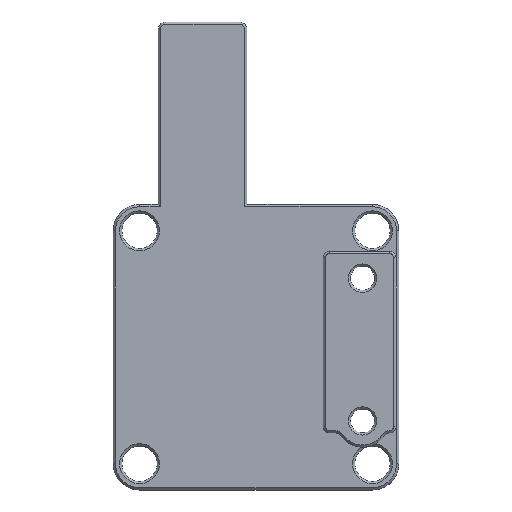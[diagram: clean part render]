
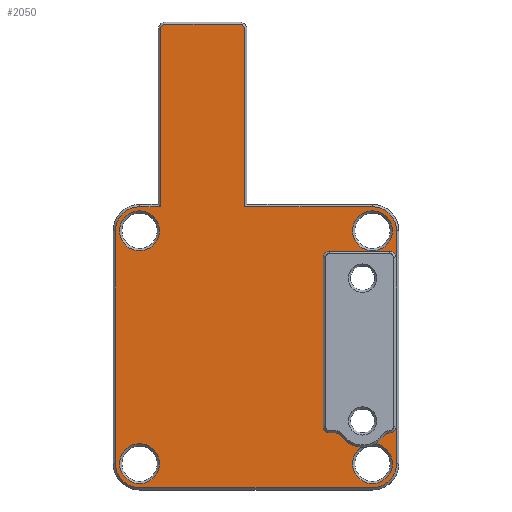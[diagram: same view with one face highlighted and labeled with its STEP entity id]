
A CAD part, front view. The second image highlights one B-rep face of the part: STEP entity #2050.
In plain terms, the highlighted planar face has unit normal (0, -1, 0).
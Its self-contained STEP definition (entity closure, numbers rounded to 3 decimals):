
#84=CIRCLE('',#2185,0.7);
#86=CIRCLE('',#2189,0.7);
#87=CIRCLE('',#2196,3.2);
#88=CIRCLE('',#2197,3.2);
#89=CIRCLE('',#2198,3.2);
#90=CIRCLE('',#2199,3.2);
#91=CIRCLE('',#2200,1.875);
#92=CIRCLE('',#2201,2.65);
#93=CIRCLE('',#2202,2.65);
#94=CIRCLE('',#2203,2.65);
#95=CIRCLE('',#2204,2.65);
#96=CIRCLE('',#2205,1.9);
#217=FACE_BOUND('',#386,.T.);
#218=FACE_BOUND('',#387,.T.);
#219=FACE_BOUND('',#388,.T.);
#220=FACE_BOUND('',#389,.T.);
#221=FACE_BOUND('',#390,.T.);
#222=FACE_BOUND('',#391,.T.);
#257=FACE_OUTER_BOUND('',#385,.T.);
#385=EDGE_LOOP('',(#1473,#1474,#1475,#1476,#1477,#1478,#1479,#1480,#1481,
#1482,#1483,#1484,#1485,#1486));
#386=EDGE_LOOP('',(#1487));
#387=EDGE_LOOP('',(#1488));
#388=EDGE_LOOP('',(#1489));
#389=EDGE_LOOP('',(#1490));
#390=EDGE_LOOP('',(#1491));
#391=EDGE_LOOP('',(#1492));
#548=LINE('',#3153,#725);
#551=LINE('',#3164,#728);
#555=LINE('',#3176,#732);
#563=LINE('',#3191,#740);
#564=LINE('',#3195,#741);
#565=LINE('',#3199,#742);
#566=LINE('',#3203,#743);
#567=LINE('',#3206,#744);
#725=VECTOR('',#2492,10.);
#728=VECTOR('',#2503,10.);
#732=VECTOR('',#2515,10.);
#740=VECTOR('',#2533,10.);
#741=VECTOR('',#2536,10.);
#742=VECTOR('',#2539,10.);
#743=VECTOR('',#2542,10.);
#744=VECTOR('',#2545,10.);
#898=VERTEX_POINT('',#3149);
#899=VERTEX_POINT('',#3151);
#901=VERTEX_POINT('',#3157);
#903=VERTEX_POINT('',#3162);
#905=VERTEX_POINT('',#3169);
#907=VERTEX_POINT('',#3174);
#909=VERTEX_POINT('',#3190);
#910=VERTEX_POINT('',#3192);
#911=VERTEX_POINT('',#3194);
#912=VERTEX_POINT('',#3196);
#913=VERTEX_POINT('',#3198);
#914=VERTEX_POINT('',#3200);
#915=VERTEX_POINT('',#3202);
#916=VERTEX_POINT('',#3204);
#917=VERTEX_POINT('',#3207);
#918=VERTEX_POINT('',#3209);
#919=VERTEX_POINT('',#3211);
#920=VERTEX_POINT('',#3213);
#921=VERTEX_POINT('',#3215);
#922=VERTEX_POINT('',#3217);
#1100=EDGE_CURVE('',#899,#898,#548,.T.);
#1103=EDGE_CURVE('',#901,#899,#84,.T.);
#1105=EDGE_CURVE('',#903,#901,#551,.T.);
#1109=EDGE_CURVE('',#905,#903,#86,.T.);
#1111=EDGE_CURVE('',#907,#905,#555,.T.);
#1119=EDGE_CURVE('',#909,#907,#563,.T.);
#1120=EDGE_CURVE('',#910,#909,#87,.T.);
#1121=EDGE_CURVE('',#911,#910,#564,.T.);
#1122=EDGE_CURVE('',#912,#911,#88,.T.);
#1123=EDGE_CURVE('',#913,#912,#565,.T.);
#1124=EDGE_CURVE('',#914,#913,#89,.T.);
#1125=EDGE_CURVE('',#915,#914,#566,.T.);
#1126=EDGE_CURVE('',#916,#915,#90,.T.);
#1127=EDGE_CURVE('',#898,#916,#567,.T.);
#1128=EDGE_CURVE('',#917,#917,#91,.T.);
#1129=EDGE_CURVE('',#918,#918,#92,.T.);
#1130=EDGE_CURVE('',#919,#919,#93,.T.);
#1131=EDGE_CURVE('',#920,#920,#94,.T.);
#1132=EDGE_CURVE('',#921,#921,#95,.T.);
#1133=EDGE_CURVE('',#922,#922,#96,.T.);
#1473=ORIENTED_EDGE('',*,*,#1119,.F.);
#1474=ORIENTED_EDGE('',*,*,#1120,.F.);
#1475=ORIENTED_EDGE('',*,*,#1121,.F.);
#1476=ORIENTED_EDGE('',*,*,#1122,.F.);
#1477=ORIENTED_EDGE('',*,*,#1123,.F.);
#1478=ORIENTED_EDGE('',*,*,#1124,.F.);
#1479=ORIENTED_EDGE('',*,*,#1125,.F.);
#1480=ORIENTED_EDGE('',*,*,#1126,.F.);
#1481=ORIENTED_EDGE('',*,*,#1127,.F.);
#1482=ORIENTED_EDGE('',*,*,#1100,.F.);
#1483=ORIENTED_EDGE('',*,*,#1103,.F.);
#1484=ORIENTED_EDGE('',*,*,#1105,.F.);
#1485=ORIENTED_EDGE('',*,*,#1109,.F.);
#1486=ORIENTED_EDGE('',*,*,#1111,.F.);
#1487=ORIENTED_EDGE('',*,*,#1128,.F.);
#1488=ORIENTED_EDGE('',*,*,#1129,.F.);
#1489=ORIENTED_EDGE('',*,*,#1130,.F.);
#1490=ORIENTED_EDGE('',*,*,#1131,.F.);
#1491=ORIENTED_EDGE('',*,*,#1132,.F.);
#1492=ORIENTED_EDGE('',*,*,#1133,.F.);
#1985=PLANE('',#2195);
#2050=ADVANCED_FACE('',(#257,#217,#218,#219,#220,#221,#222),#1985,.F.);
#2185=AXIS2_PLACEMENT_3D('',#3159,#2498,#2499);
#2189=AXIS2_PLACEMENT_3D('',#3171,#2510,#2511);
#2195=AXIS2_PLACEMENT_3D('',#3189,#2531,#2532);
#2196=AXIS2_PLACEMENT_3D('',#3193,#2534,#2535);
#2197=AXIS2_PLACEMENT_3D('',#3197,#2537,#2538);
#2198=AXIS2_PLACEMENT_3D('',#3201,#2540,#2541);
#2199=AXIS2_PLACEMENT_3D('',#3205,#2543,#2544);
#2200=AXIS2_PLACEMENT_3D('',#3208,#2546,#2547);
#2201=AXIS2_PLACEMENT_3D('',#3210,#2548,#2549);
#2202=AXIS2_PLACEMENT_3D('',#3212,#2550,#2551);
#2203=AXIS2_PLACEMENT_3D('',#3214,#2552,#2553);
#2204=AXIS2_PLACEMENT_3D('',#3216,#2554,#2555);
#2205=AXIS2_PLACEMENT_3D('',#3218,#2556,#2557);
#2492=DIRECTION('',(0.,0.,-1.));
#2498=DIRECTION('center_axis',(0.,1.,0.));
#2499=DIRECTION('ref_axis',(0.707,0.,0.707));
#2503=DIRECTION('',(1.,0.,0.));
#2510=DIRECTION('center_axis',(0.,1.,0.));
#2511=DIRECTION('ref_axis',(-0.707,0.,0.707));
#2515=DIRECTION('',(0.,0.,1.));
#2531=DIRECTION('center_axis',(0.,1.,0.));
#2532=DIRECTION('ref_axis',(1.,0.,0.));
#2533=DIRECTION('',(1.,0.,0.));
#2534=DIRECTION('center_axis',(0.,1.,0.));
#2535=DIRECTION('ref_axis',(-1.,0.,0.));
#2536=DIRECTION('',(0.,0.,1.));
#2537=DIRECTION('center_axis',(0.,1.,0.));
#2538=DIRECTION('ref_axis',(-1.,0.,0.));
#2539=DIRECTION('',(-1.,0.,0.));
#2540=DIRECTION('center_axis',(0.,1.,0.));
#2541=DIRECTION('ref_axis',(1.,0.,0.));
#2542=DIRECTION('',(0.,0.,-1.));
#2543=DIRECTION('center_axis',(0.,1.,0.));
#2544=DIRECTION('ref_axis',(1.,0.,0.));
#2545=DIRECTION('',(1.,0.,0.));
#2546=DIRECTION('center_axis',(0.,-1.,0.));
#2547=DIRECTION('ref_axis',(1.,0.,0.));
#2548=DIRECTION('center_axis',(0.,-1.,0.));
#2549=DIRECTION('ref_axis',(1.,0.,0.));
#2550=DIRECTION('center_axis',(0.,-1.,0.));
#2551=DIRECTION('ref_axis',(1.,0.,0.));
#2552=DIRECTION('center_axis',(0.,-1.,0.));
#2553=DIRECTION('ref_axis',(1.,0.,0.));
#2554=DIRECTION('center_axis',(0.,-1.,0.));
#2555=DIRECTION('ref_axis',(1.,0.,0.));
#2556=DIRECTION('center_axis',(0.,-1.,0.));
#2557=DIRECTION('ref_axis',(1.,0.,0.));
#3149=CARTESIAN_POINT('',(1.19,21.299,40.611));
#3151=CARTESIAN_POINT('',(1.19,21.299,64.197));
#3153=CARTESIAN_POINT('',(1.19,21.299,43.554));
#3157=CARTESIAN_POINT('',(0.49,21.299,64.897));
#3159=CARTESIAN_POINT('Origin',(0.49,21.299,64.197));
#3162=CARTESIAN_POINT('',(-9.31,21.299,64.897));
#3164=CARTESIAN_POINT('',(-3.805,21.299,64.897));
#3169=CARTESIAN_POINT('',(-10.01,21.299,64.197));
#3171=CARTESIAN_POINT('Origin',(-9.31,21.299,64.197));
#3174=CARTESIAN_POINT('',(-10.01,21.299,40.611));
#3176=CARTESIAN_POINT('',(-10.01,21.299,31.261));
#3189=CARTESIAN_POINT('Origin',(2.7,21.299,21.911));
#3190=CARTESIAN_POINT('',(-12.8,21.299,40.611));
#3191=CARTESIAN_POINT('',(-5.05,21.299,40.611));
#3192=CARTESIAN_POINT('',(-16.,21.299,37.411));
#3193=CARTESIAN_POINT('Origin',(-12.8,21.299,37.411));
#3194=CARTESIAN_POINT('',(-16.,21.299,6.411));
#3195=CARTESIAN_POINT('',(-16.,21.299,14.161));
#3196=CARTESIAN_POINT('',(-12.8,21.299,3.211));
#3197=CARTESIAN_POINT('Origin',(-12.8,21.299,6.411));
#3198=CARTESIAN_POINT('',(18.2,21.299,3.211));
#3199=CARTESIAN_POINT('',(10.45,21.299,3.211));
#3200=CARTESIAN_POINT('',(21.4,21.299,6.411));
#3201=CARTESIAN_POINT('Origin',(18.2,21.299,6.411));
#3202=CARTESIAN_POINT('',(21.4,21.299,37.411));
#3203=CARTESIAN_POINT('',(21.4,21.299,29.661));
#3204=CARTESIAN_POINT('',(18.2,21.299,40.611));
#3205=CARTESIAN_POINT('Origin',(18.2,21.299,37.411));
#3206=CARTESIAN_POINT('',(-5.05,21.299,40.611));
#3207=CARTESIAN_POINT('',(15.,21.299,12.1));
#3208=CARTESIAN_POINT('Origin',(16.875,21.299,12.1));
#3209=CARTESIAN_POINT('',(-15.45,21.299,37.411));
#3210=CARTESIAN_POINT('Origin',(-12.8,21.299,37.411));
#3211=CARTESIAN_POINT('',(15.55,21.299,6.411));
#3212=CARTESIAN_POINT('Origin',(18.2,21.299,6.411));
#3213=CARTESIAN_POINT('',(-15.45,21.299,6.411));
#3214=CARTESIAN_POINT('Origin',(-12.8,21.299,6.411));
#3215=CARTESIAN_POINT('',(15.55,21.299,37.411));
#3216=CARTESIAN_POINT('Origin',(18.2,21.299,37.411));
#3217=CARTESIAN_POINT('',(14.975,21.299,31.1));
#3218=CARTESIAN_POINT('Origin',(16.875,21.299,31.1));
